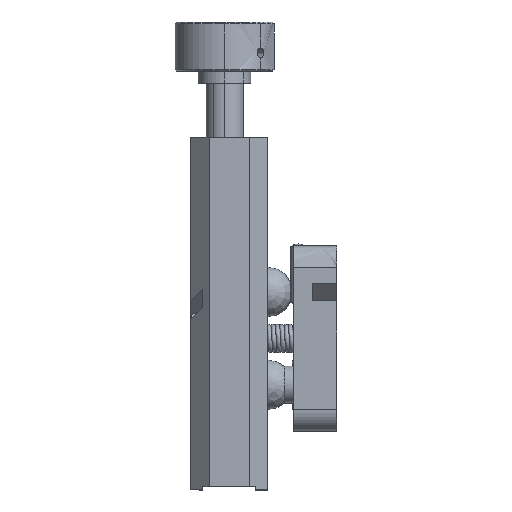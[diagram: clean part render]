
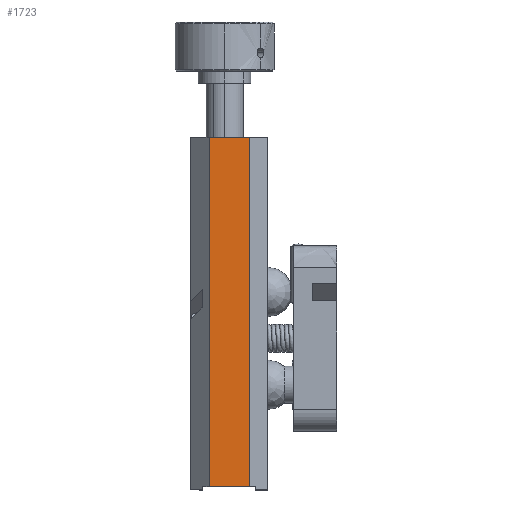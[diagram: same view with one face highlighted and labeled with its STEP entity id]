
A CAD part, left-side view. The second image highlights one B-rep face of the part: STEP entity #1723.
In plain terms, the highlighted free-form (B-spline) face has degree [1, 1] with [2, 2] control points.
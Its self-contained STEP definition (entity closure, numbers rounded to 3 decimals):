
#533=B_SPLINE_SURFACE_WITH_KNOTS('',1,1,((#76263,#76264),(#76265,#76266)),
 .UNSPECIFIED.,.F.,.F.,.F.,(2,2),(2,2),(-2.715,2.715),
(-20.323,48.317),.UNSPECIFIED.);
#534=B_SPLINE_SURFACE_WITH_KNOTS('',1,1,((#76267,#76268),(#76269,#76270)),
 .UNSPECIFIED.,.F.,.F.,.F.,(2,2),(2,2),(-5.77,62.27),
(2.23,10.27),.UNSPECIFIED.);
#535=B_SPLINE_SURFACE_WITH_KNOTS('',1,1,((#76271,#76272),(#76273,#76274)),
 .UNSPECIFIED.,.F.,.F.,.F.,(2,2),(2,2),(-3.12,33.12),(-1.37,
13.87),.UNSPECIFIED.);
#536=B_SPLINE_SURFACE_WITH_KNOTS('',1,1,((#76275,#76276),(#76277,#76278)),
 .UNSPECIFIED.,.F.,.F.,.F.,(2,2),(2,2),(-2.715,2.715),
(-20.323,48.317),.UNSPECIFIED.);
#539=B_SPLINE_SURFACE_WITH_KNOTS('',1,1,((#76287,#76288),(#76289,#76290)),
 .UNSPECIFIED.,.F.,.F.,.F.,(2,2),(2,2),(-3.12,33.12),(1.03,11.47),
 .UNSPECIFIED.);
#1723=ADVANCED_FACE('',(#2445),#534,.T.);
#2445=FACE_OUTER_BOUND('',#3223,.T.);
#3223=EDGE_LOOP('',(#7012,#7013,#7014,#7015));
#7012=ORIENTED_EDGE('',*,*,#23867,.F.);
#7013=ORIENTED_EDGE('',*,*,#23870,.T.);
#7014=ORIENTED_EDGE('',*,*,#23871,.T.);
#7015=ORIENTED_EDGE('',*,*,#23872,.T.);
#10889=PCURVE('',#533,#14771);
#10894=PCURVE('',#534,#14776);
#10895=PCURVE('',#534,#14777);
#10896=PCURVE('',#534,#14778);
#10897=PCURVE('',#534,#14779);
#10905=PCURVE('',#535,#14787);
#10915=PCURVE('',#536,#14797);
#10949=PCURVE('',#539,#14831);
#14771=DEFINITIONAL_REPRESENTATION('',(#19832),#78409);
#14776=DEFINITIONAL_REPRESENTATION('',(#19839),#78409);
#14777=DEFINITIONAL_REPRESENTATION('',(#19841),#78409);
#14778=DEFINITIONAL_REPRESENTATION('',(#19843),#78409);
#14779=DEFINITIONAL_REPRESENTATION('',(#19845),#78409);
#14787=DEFINITIONAL_REPRESENTATION('',(#19859),#78409);
#14797=DEFINITIONAL_REPRESENTATION('',(#19867),#78409);
#14831=DEFINITIONAL_REPRESENTATION('',(#19898),#78409);
#19831=B_SPLINE_CURVE_WITH_KNOTS('',1,(#77978,#77979),.UNSPECIFIED.,.F.,
 .F.,(2,2),(0.,56.5),.UNSPECIFIED.);
#19832=B_SPLINE_CURVE_WITH_KNOTS('',1,(#77980,#77981),.UNSPECIFIED.,.F.,
 .F.,(2,2),(0.,56.5),.UNSPECIFIED.);
#19839=B_SPLINE_CURVE_WITH_KNOTS('',1,(#77994,#77995),.UNSPECIFIED.,.F.,
 .F.,(2,2),(0.,56.5),.UNSPECIFIED.);
#19840=B_SPLINE_CURVE_WITH_KNOTS('',1,(#77996,#77997),.UNSPECIFIED.,.F.,
 .F.,(2,2),(0.,6.5),.UNSPECIFIED.);
#19841=B_SPLINE_CURVE_WITH_KNOTS('',1,(#77998,#77999),.UNSPECIFIED.,.F.,
 .F.,(2,2),(0.,6.5),.UNSPECIFIED.);
#19842=B_SPLINE_CURVE_WITH_KNOTS('',1,(#78000,#78001),.UNSPECIFIED.,.F.,
 .F.,(2,2),(-56.5,0.),.UNSPECIFIED.);
#19843=B_SPLINE_CURVE_WITH_KNOTS('',1,(#78002,#78003),.UNSPECIFIED.,.F.,
 .F.,(2,2),(-56.5,0.),.UNSPECIFIED.);
#19844=B_SPLINE_CURVE_WITH_KNOTS('',1,(#78004,#78005),.UNSPECIFIED.,.F.,
 .F.,(2,2),(-6.5,0.),.UNSPECIFIED.);
#19845=B_SPLINE_CURVE_WITH_KNOTS('',1,(#78006,#78007),.UNSPECIFIED.,.F.,
 .F.,(2,2),(-6.5,0.),.UNSPECIFIED.);
#19859=B_SPLINE_CURVE_WITH_KNOTS('',1,(#78034,#78035),.UNSPECIFIED.,.F.,
 .F.,(2,2),(0.,6.5),.UNSPECIFIED.);
#19867=B_SPLINE_CURVE_WITH_KNOTS('',1,(#78070,#78071),.UNSPECIFIED.,.F.,
 .F.,(2,2),(-56.5,0.),.UNSPECIFIED.);
#19898=B_SPLINE_CURVE_WITH_KNOTS('',1,(#78164,#78165),.UNSPECIFIED.,.F.,
 .F.,(2,2),(-6.5,0.),.UNSPECIFIED.);
#21890=SURFACE_CURVE('',#19831,(#10889,#10894),.PCURVE_S1.);
#21893=SURFACE_CURVE('',#19840,(#10895,#10905),.PCURVE_S1.);
#21894=SURFACE_CURVE('',#19842,(#10896,#10915),.PCURVE_S1.);
#21895=SURFACE_CURVE('',#19844,(#10897,#10949),.PCURVE_S1.);
#23867=EDGE_CURVE('',#26014,#26015,#21890,.T.);
#23870=EDGE_CURVE('',#26014,#26016,#21893,.T.);
#23871=EDGE_CURVE('',#26016,#26017,#21894,.T.);
#23872=EDGE_CURVE('',#26017,#26015,#21895,.T.);
#26014=VERTEX_POINT('',#76452);
#26015=VERTEX_POINT('',#76453);
#26016=VERTEX_POINT('',#76454);
#26017=VERTEX_POINT('',#76455);
#76263=CARTESIAN_POINT('',(-14.658,0.686,-5.043));
#76264=CARTESIAN_POINT('',(-14.658,0.686,63.597));
#76265=CARTESIAN_POINT('',(-10.818,-3.154,-5.043));
#76266=CARTESIAN_POINT('',(-10.818,-3.154,63.597));
#76267=CARTESIAN_POINT('',(-14.238,-0.504,-4.493));
#76268=CARTESIAN_POINT('',(-14.238,7.536,-4.493));
#76269=CARTESIAN_POINT('',(-14.238,-0.504,63.547));
#76270=CARTESIAN_POINT('',(-14.238,7.536,63.547));
#76271=CARTESIAN_POINT('',(-17.358,-4.104,57.777));
#76272=CARTESIAN_POINT('',(-17.358,11.136,57.777));
#76273=CARTESIAN_POINT('',(18.882,-4.104,57.777));
#76274=CARTESIAN_POINT('',(18.882,11.136,57.777));
#76275=CARTESIAN_POINT('',(-10.818,10.186,-5.043));
#76276=CARTESIAN_POINT('',(-10.818,10.186,63.597));
#76277=CARTESIAN_POINT('',(-14.658,6.346,-5.043));
#76278=CARTESIAN_POINT('',(-14.658,6.346,63.597));
#76287=CARTESIAN_POINT('',(18.882,-1.704,1.277));
#76288=CARTESIAN_POINT('',(18.882,8.736,1.277));
#76289=CARTESIAN_POINT('',(-17.358,-1.704,1.277));
#76290=CARTESIAN_POINT('',(-17.358,8.736,1.277));
#76452=CARTESIAN_POINT('',(-14.238,0.266,57.777));
#76453=CARTESIAN_POINT('',(-14.238,0.266,1.277));
#76454=CARTESIAN_POINT('',(-14.238,6.766,57.777));
#76455=CARTESIAN_POINT('',(-14.238,6.766,1.277));
#77978=CARTESIAN_POINT('',(-14.238,0.266,57.777));
#77979=CARTESIAN_POINT('',(-14.238,0.266,1.277));
#77980=CARTESIAN_POINT('',(-2.121,42.497));
#77981=CARTESIAN_POINT('',(-2.121,-14.003));
#77994=CARTESIAN_POINT('',(56.5,3.));
#77995=CARTESIAN_POINT('',(0.,3.));
#77996=CARTESIAN_POINT('',(-14.238,0.266,57.777));
#77997=CARTESIAN_POINT('',(-14.238,6.766,57.777));
#77998=CARTESIAN_POINT('',(56.5,3.));
#77999=CARTESIAN_POINT('',(56.5,9.5));
#78000=CARTESIAN_POINT('',(-14.238,6.766,57.777));
#78001=CARTESIAN_POINT('',(-14.238,6.766,1.277));
#78002=CARTESIAN_POINT('',(56.5,9.5));
#78003=CARTESIAN_POINT('',(0.,9.5));
#78004=CARTESIAN_POINT('',(-14.238,6.766,1.277));
#78005=CARTESIAN_POINT('',(-14.238,0.266,1.277));
#78006=CARTESIAN_POINT('',(0.,9.5));
#78007=CARTESIAN_POINT('',(0.,3.));
#78034=CARTESIAN_POINT('',(0.,3.));
#78035=CARTESIAN_POINT('',(0.,9.5));
#78070=CARTESIAN_POINT('',(2.121,42.497));
#78071=CARTESIAN_POINT('',(2.121,-14.003));
#78164=CARTESIAN_POINT('',(30.,9.5));
#78165=CARTESIAN_POINT('',(30.,3.));
#78409=(
GEOMETRIC_REPRESENTATION_CONTEXT(2)
PARAMETRIC_REPRESENTATION_CONTEXT()
REPRESENTATION_CONTEXT('pspace','')
);
